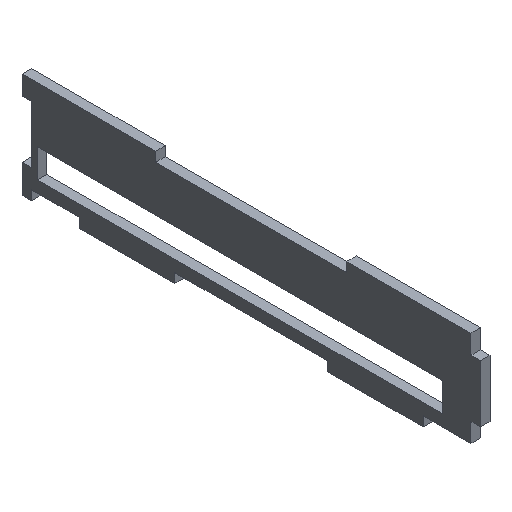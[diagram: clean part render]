
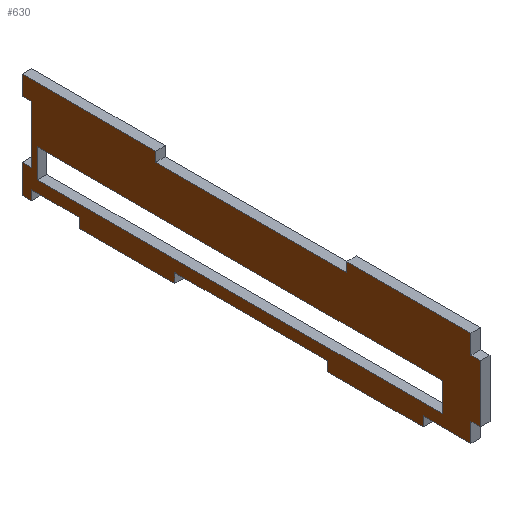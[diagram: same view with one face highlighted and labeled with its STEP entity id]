
A CAD part, isometric view. The second image highlights one B-rep face of the part: STEP entity #630.
In plain terms, the highlighted planar face has unit normal (-1, 0, 0).
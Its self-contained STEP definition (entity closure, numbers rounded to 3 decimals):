
#15=FACE_BOUND('',#55,.T.);
#22=FACE_OUTER_BOUND('',#54,.T.);
#54=EDGE_LOOP('',(#433,#434,#435,#436,#437,#438,#439,#440,#441,#442,#443,
#444,#445,#446,#447,#448,#449,#450,#451,#452,#453,#454,#455,#456,#457,#458));
#55=EDGE_LOOP('',(#459,#460,#461,#462));
#85=LINE('',#867,#175);
#89=LINE('',#876,#179);
#92=LINE('',#880,#182);
#95=LINE('',#886,#185);
#96=LINE('',#889,#186);
#99=LINE('',#895,#189);
#100=LINE('',#897,#190);
#101=LINE('',#899,#191);
#102=LINE('',#901,#192);
#103=LINE('',#903,#193);
#104=LINE('',#905,#194);
#105=LINE('',#907,#195);
#106=LINE('',#909,#196);
#107=LINE('',#911,#197);
#108=LINE('',#913,#198);
#109=LINE('',#915,#199);
#110=LINE('',#917,#200);
#111=LINE('',#919,#201);
#112=LINE('',#921,#202);
#113=LINE('',#923,#203);
#114=LINE('',#925,#204);
#115=LINE('',#927,#205);
#116=LINE('',#929,#206);
#117=LINE('',#931,#207);
#118=LINE('',#933,#208);
#119=LINE('',#934,#209);
#120=LINE('',#937,#210);
#121=LINE('',#939,#211);
#122=LINE('',#941,#212);
#123=LINE('',#942,#213);
#175=VECTOR('',#709,10.);
#179=VECTOR('',#715,10.);
#182=VECTOR('',#720,10.);
#185=VECTOR('',#725,10.);
#186=VECTOR('',#728,10.);
#189=VECTOR('',#733,10.);
#190=VECTOR('',#734,10.);
#191=VECTOR('',#735,10.);
#192=VECTOR('',#736,10.);
#193=VECTOR('',#737,10.);
#194=VECTOR('',#738,10.);
#195=VECTOR('',#739,10.);
#196=VECTOR('',#740,10.);
#197=VECTOR('',#741,10.);
#198=VECTOR('',#742,10.);
#199=VECTOR('',#743,10.);
#200=VECTOR('',#744,10.);
#201=VECTOR('',#745,10.);
#202=VECTOR('',#746,10.);
#203=VECTOR('',#747,10.);
#204=VECTOR('',#748,10.);
#205=VECTOR('',#749,10.);
#206=VECTOR('',#750,10.);
#207=VECTOR('',#751,10.);
#208=VECTOR('',#752,10.);
#209=VECTOR('',#753,10.);
#210=VECTOR('',#754,10.);
#211=VECTOR('',#755,10.);
#212=VECTOR('',#756,10.);
#213=VECTOR('',#757,10.);
#265=VERTEX_POINT('',#864);
#266=VERTEX_POINT('',#866);
#269=VERTEX_POINT('',#873);
#270=VERTEX_POINT('',#875);
#272=VERTEX_POINT('',#884);
#273=VERTEX_POINT('',#888);
#275=VERTEX_POINT('',#894);
#276=VERTEX_POINT('',#896);
#277=VERTEX_POINT('',#898);
#278=VERTEX_POINT('',#900);
#279=VERTEX_POINT('',#902);
#280=VERTEX_POINT('',#904);
#281=VERTEX_POINT('',#906);
#282=VERTEX_POINT('',#908);
#283=VERTEX_POINT('',#910);
#284=VERTEX_POINT('',#912);
#285=VERTEX_POINT('',#914);
#286=VERTEX_POINT('',#916);
#287=VERTEX_POINT('',#918);
#288=VERTEX_POINT('',#920);
#289=VERTEX_POINT('',#922);
#290=VERTEX_POINT('',#924);
#291=VERTEX_POINT('',#926);
#292=VERTEX_POINT('',#928);
#293=VERTEX_POINT('',#930);
#294=VERTEX_POINT('',#932);
#295=VERTEX_POINT('',#935);
#296=VERTEX_POINT('',#936);
#297=VERTEX_POINT('',#938);
#298=VERTEX_POINT('',#940);
#325=EDGE_CURVE('',#266,#265,#85,.T.);
#329=EDGE_CURVE('',#270,#269,#89,.T.);
#332=EDGE_CURVE('',#265,#270,#92,.T.);
#335=EDGE_CURVE('',#269,#272,#95,.T.);
#336=EDGE_CURVE('',#273,#266,#96,.T.);
#339=EDGE_CURVE('',#275,#272,#99,.T.);
#340=EDGE_CURVE('',#275,#276,#100,.T.);
#341=EDGE_CURVE('',#276,#277,#101,.T.);
#342=EDGE_CURVE('',#277,#278,#102,.T.);
#343=EDGE_CURVE('',#279,#278,#103,.T.);
#344=EDGE_CURVE('',#280,#279,#104,.T.);
#345=EDGE_CURVE('',#281,#280,#105,.T.);
#346=EDGE_CURVE('',#282,#281,#106,.T.);
#347=EDGE_CURVE('',#283,#282,#107,.T.);
#348=EDGE_CURVE('',#284,#283,#108,.T.);
#349=EDGE_CURVE('',#285,#284,#109,.T.);
#350=EDGE_CURVE('',#286,#285,#110,.T.);
#351=EDGE_CURVE('',#287,#286,#111,.T.);
#352=EDGE_CURVE('',#288,#287,#112,.T.);
#353=EDGE_CURVE('',#289,#288,#113,.T.);
#354=EDGE_CURVE('',#290,#289,#114,.T.);
#355=EDGE_CURVE('',#290,#291,#115,.T.);
#356=EDGE_CURVE('',#292,#291,#116,.T.);
#357=EDGE_CURVE('',#293,#292,#117,.T.);
#358=EDGE_CURVE('',#293,#294,#118,.T.);
#359=EDGE_CURVE('',#294,#273,#119,.T.);
#360=EDGE_CURVE('',#295,#296,#120,.T.);
#361=EDGE_CURVE('',#297,#295,#121,.T.);
#362=EDGE_CURVE('',#298,#297,#122,.T.);
#363=EDGE_CURVE('',#296,#298,#123,.T.);
#433=ORIENTED_EDGE('',*,*,#325,.T.);
#434=ORIENTED_EDGE('',*,*,#332,.T.);
#435=ORIENTED_EDGE('',*,*,#329,.T.);
#436=ORIENTED_EDGE('',*,*,#335,.T.);
#437=ORIENTED_EDGE('',*,*,#339,.F.);
#438=ORIENTED_EDGE('',*,*,#340,.T.);
#439=ORIENTED_EDGE('',*,*,#341,.T.);
#440=ORIENTED_EDGE('',*,*,#342,.T.);
#441=ORIENTED_EDGE('',*,*,#343,.F.);
#442=ORIENTED_EDGE('',*,*,#344,.F.);
#443=ORIENTED_EDGE('',*,*,#345,.F.);
#444=ORIENTED_EDGE('',*,*,#346,.F.);
#445=ORIENTED_EDGE('',*,*,#347,.F.);
#446=ORIENTED_EDGE('',*,*,#348,.F.);
#447=ORIENTED_EDGE('',*,*,#349,.F.);
#448=ORIENTED_EDGE('',*,*,#350,.F.);
#449=ORIENTED_EDGE('',*,*,#351,.F.);
#450=ORIENTED_EDGE('',*,*,#352,.F.);
#451=ORIENTED_EDGE('',*,*,#353,.F.);
#452=ORIENTED_EDGE('',*,*,#354,.F.);
#453=ORIENTED_EDGE('',*,*,#355,.T.);
#454=ORIENTED_EDGE('',*,*,#356,.F.);
#455=ORIENTED_EDGE('',*,*,#357,.F.);
#456=ORIENTED_EDGE('',*,*,#358,.T.);
#457=ORIENTED_EDGE('',*,*,#359,.T.);
#458=ORIENTED_EDGE('',*,*,#336,.T.);
#459=ORIENTED_EDGE('',*,*,#360,.F.);
#460=ORIENTED_EDGE('',*,*,#361,.F.);
#461=ORIENTED_EDGE('',*,*,#362,.F.);
#462=ORIENTED_EDGE('',*,*,#363,.F.);
#598=PLANE('',#676);
#630=ADVANCED_FACE('',(#22,#15),#598,.F.);
#676=AXIS2_PLACEMENT_3D('',#893,#731,#732);
#709=DIRECTION('',(0.,0.,-1.));
#715=DIRECTION('',(0.,0.,1.));
#720=DIRECTION('',(0.,1.,0.));
#725=DIRECTION('',(0.,1.,0.));
#728=DIRECTION('',(0.,1.,0.));
#731=DIRECTION('center_axis',(1.,0.,0.));
#732=DIRECTION('ref_axis',(0.,1.,0.));
#733=DIRECTION('',(0.,0.,1.));
#734=DIRECTION('',(0.,-1.,0.));
#735=DIRECTION('',(0.,0.,-1.));
#736=DIRECTION('',(0.,1.,0.));
#737=DIRECTION('',(0.,0.,1.));
#738=DIRECTION('',(0.,1.,0.));
#739=DIRECTION('',(0.,0.,-1.));
#740=DIRECTION('',(0.,1.,0.));
#741=DIRECTION('',(0.,0.,1.));
#742=DIRECTION('',(0.,1.,-0.002));
#743=DIRECTION('',(0.,-0.001,-1.));
#744=DIRECTION('',(0.,1.,-0.001));
#745=DIRECTION('',(0.,0.,1.));
#746=DIRECTION('',(0.,1.,0.));
#747=DIRECTION('',(0.,0.,-1.));
#748=DIRECTION('',(0.,1.,0.));
#749=DIRECTION('',(0.,0.,1.));
#750=DIRECTION('',(0.,1.,0.));
#751=DIRECTION('',(0.,0.,-1.));
#752=DIRECTION('',(0.,1.,0.));
#753=DIRECTION('',(0.,0.,1.));
#754=DIRECTION('',(0.,-1.,0.));
#755=DIRECTION('',(0.,0.,-1.));
#756=DIRECTION('',(0.,1.,0.));
#757=DIRECTION('',(0.,0.,1.));
#864=CARTESIAN_POINT('',(180.,-50.,50.));
#866=CARTESIAN_POINT('',(180.,-50.,55.));
#867=CARTESIAN_POINT('',(180.,-50.,41.25));
#873=CARTESIAN_POINT('',(180.,50.,55.));
#875=CARTESIAN_POINT('',(180.,50.,50.));
#876=CARTESIAN_POINT('',(180.,50.,38.75));
#880=CARTESIAN_POINT('',(180.,-23.75,50.));
#884=CARTESIAN_POINT('',(180.,120.,55.));
#886=CARTESIAN_POINT('',(180.,-115.,55.));
#888=CARTESIAN_POINT('',(180.,-115.,55.));
#889=CARTESIAN_POINT('',(180.,-115.,55.));
#893=CARTESIAN_POINT('Origin',(180.,2.5,27.5));
#894=CARTESIAN_POINT('',(180.,120.,45.));
#895=CARTESIAN_POINT('',(180.,120.,0.));
#896=CARTESIAN_POINT('',(180.,115.,45.));
#897=CARTESIAN_POINT('',(180.,61.25,45.));
#898=CARTESIAN_POINT('',(180.,115.,15.));
#899=CARTESIAN_POINT('',(180.,115.,36.25));
#900=CARTESIAN_POINT('',(180.,120.,15.));
#901=CARTESIAN_POINT('',(180.,58.75,15.));
#902=CARTESIAN_POINT('',(180.,120.,0.));
#903=CARTESIAN_POINT('',(180.,120.,0.));
#904=CARTESIAN_POINT('',(180.,115.,0.001));
#905=CARTESIAN_POINT('',(180.,115.,0.001));
#906=CARTESIAN_POINT('',(180.,115.,5.));
#907=CARTESIAN_POINT('',(180.,115.,5.));
#908=CARTESIAN_POINT('',(180.,90.,5.));
#909=CARTESIAN_POINT('',(180.,-115.,5.));
#910=CARTESIAN_POINT('',(180.,90.,0.));
#911=CARTESIAN_POINT('',(180.,90.,0.));
#912=CARTESIAN_POINT('',(180.,39.984,0.081));
#913=CARTESIAN_POINT('',(180.,39.984,0.081));
#914=CARTESIAN_POINT('',(180.,39.988,4.94));
#915=CARTESIAN_POINT('',(180.,39.988,4.94));
#916=CARTESIAN_POINT('',(180.,-40.,5.));
#917=CARTESIAN_POINT('',(180.,-40.,5.));
#918=CARTESIAN_POINT('',(180.,-40.,0.));
#919=CARTESIAN_POINT('',(180.,-40.,0.));
#920=CARTESIAN_POINT('',(180.,-90.,0.004));
#921=CARTESIAN_POINT('',(180.,-90.,0.004));
#922=CARTESIAN_POINT('',(180.,-90.,5.));
#923=CARTESIAN_POINT('',(180.,-90.,5.5));
#924=CARTESIAN_POINT('',(180.,-115.,5.));
#925=CARTESIAN_POINT('',(180.,-115.,5.));
#926=CARTESIAN_POINT('',(180.,-115.,15.));
#927=CARTESIAN_POINT('',(180.,-115.,5.));
#928=CARTESIAN_POINT('',(180.,-120.,15.));
#929=CARTESIAN_POINT('',(180.,-120.,15.));
#930=CARTESIAN_POINT('',(180.,-120.,45.));
#931=CARTESIAN_POINT('',(180.,-120.,45.));
#932=CARTESIAN_POINT('',(180.,-115.,45.));
#933=CARTESIAN_POINT('',(180.,-120.,45.));
#934=CARTESIAN_POINT('',(180.,-115.,5.));
#935=CARTESIAN_POINT('',(180.,112.,11.));
#936=CARTESIAN_POINT('',(180.,-100.,11.));
#937=CARTESIAN_POINT('',(180.,112.,11.));
#938=CARTESIAN_POINT('',(180.,112.,26.));
#939=CARTESIAN_POINT('',(180.,112.,26.));
#940=CARTESIAN_POINT('',(180.,-100.,26.));
#941=CARTESIAN_POINT('',(180.,-100.,26.));
#942=CARTESIAN_POINT('',(180.,-100.,11.));
